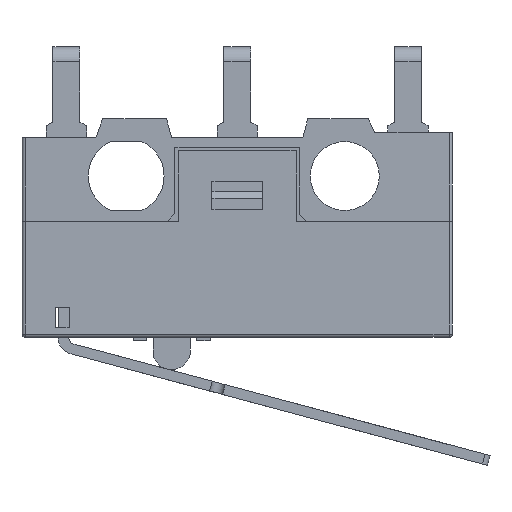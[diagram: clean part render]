
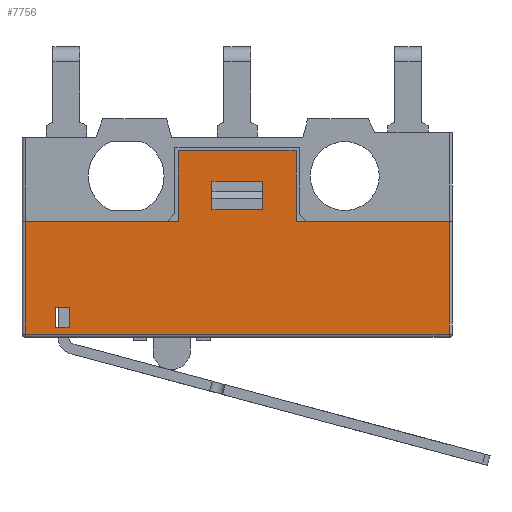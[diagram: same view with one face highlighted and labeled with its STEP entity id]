
A CAD part, front view. The second image highlights one B-rep face of the part: STEP entity #7756.
In plain terms, the highlighted planar face has unit normal (0, -1, 0).
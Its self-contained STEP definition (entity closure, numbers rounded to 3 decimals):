
#454=FACE_BOUND('',#1295,.T.);
#455=FACE_BOUND('',#1296,.T.);
#546=PLANE('',#8257);
#840=FACE_OUTER_BOUND('',#1294,.T.);
#1294=EDGE_LOOP('',(#5845,#5846,#5847,#5848,#5849,#5850,#5851,#5852));
#1295=EDGE_LOOP('',(#5853,#5854,#5855,#5856));
#1296=EDGE_LOOP('',(#5857,#5858,#5859,#5860));
#1792=LINE('',#10446,#2632);
#1794=LINE('',#10449,#2634);
#1807=LINE('',#10491,#2647);
#1822=LINE('',#10522,#2662);
#1881=LINE('',#10642,#2721);
#1888=LINE('',#10656,#2728);
#1889=LINE('',#10658,#2729);
#1890=LINE('',#10659,#2730);
#1891=LINE('',#10662,#2731);
#1892=LINE('',#10664,#2732);
#1893=LINE('',#10666,#2733);
#1894=LINE('',#10667,#2734);
#1895=LINE('',#10670,#2735);
#1896=LINE('',#10672,#2736);
#1897=LINE('',#10674,#2737);
#1898=LINE('',#10675,#2738);
#2632=VECTOR('',#8820,10.);
#2634=VECTOR('',#8824,10.);
#2647=VECTOR('',#8871,10.);
#2662=VECTOR('',#8892,10.);
#2721=VECTOR('',#8999,10.);
#2728=VECTOR('',#9014,10.);
#2729=VECTOR('',#9015,10.);
#2730=VECTOR('',#9016,10.);
#2731=VECTOR('',#9017,10.);
#2732=VECTOR('',#9018,10.);
#2733=VECTOR('',#9019,10.);
#2734=VECTOR('',#9020,10.);
#2735=VECTOR('',#9021,10.);
#2736=VECTOR('',#9022,10.);
#2737=VECTOR('',#9023,10.);
#2738=VECTOR('',#9024,10.);
#3497=VERTEX_POINT('',#10432);
#3500=VERTEX_POINT('',#10439);
#3502=VERTEX_POINT('',#10444);
#3513=VERTEX_POINT('',#10487);
#3527=VERTEX_POINT('',#10521);
#3564=VERTEX_POINT('',#10640);
#3567=VERTEX_POINT('',#10655);
#3568=VERTEX_POINT('',#10657);
#3569=VERTEX_POINT('',#10660);
#3570=VERTEX_POINT('',#10661);
#3571=VERTEX_POINT('',#10663);
#3572=VERTEX_POINT('',#10665);
#3573=VERTEX_POINT('',#10668);
#3574=VERTEX_POINT('',#10669);
#3575=VERTEX_POINT('',#10671);
#3576=VERTEX_POINT('',#10673);
#4321=EDGE_CURVE('',#3502,#3500,#1792,.T.);
#4323=EDGE_CURVE('',#3500,#3497,#1794,.T.);
#4345=EDGE_CURVE('',#3497,#3513,#1807,.T.);
#4360=EDGE_CURVE('',#3513,#3527,#1822,.T.);
#4419=EDGE_CURVE('',#3564,#3502,#1881,.T.);
#4426=EDGE_CURVE('',#3564,#3567,#1888,.T.);
#4427=EDGE_CURVE('',#3567,#3568,#1889,.T.);
#4428=EDGE_CURVE('',#3568,#3527,#1890,.T.);
#4429=EDGE_CURVE('',#3569,#3570,#1891,.T.);
#4430=EDGE_CURVE('',#3571,#3569,#1892,.T.);
#4431=EDGE_CURVE('',#3572,#3571,#1893,.T.);
#4432=EDGE_CURVE('',#3570,#3572,#1894,.T.);
#4433=EDGE_CURVE('',#3573,#3574,#1895,.T.);
#4434=EDGE_CURVE('',#3575,#3573,#1896,.T.);
#4435=EDGE_CURVE('',#3576,#3575,#1897,.T.);
#4436=EDGE_CURVE('',#3574,#3576,#1898,.T.);
#5845=ORIENTED_EDGE('',*,*,#4321,.F.);
#5846=ORIENTED_EDGE('',*,*,#4419,.F.);
#5847=ORIENTED_EDGE('',*,*,#4426,.T.);
#5848=ORIENTED_EDGE('',*,*,#4427,.T.);
#5849=ORIENTED_EDGE('',*,*,#4428,.T.);
#5850=ORIENTED_EDGE('',*,*,#4360,.F.);
#5851=ORIENTED_EDGE('',*,*,#4345,.F.);
#5852=ORIENTED_EDGE('',*,*,#4323,.F.);
#5853=ORIENTED_EDGE('',*,*,#4429,.F.);
#5854=ORIENTED_EDGE('',*,*,#4430,.F.);
#5855=ORIENTED_EDGE('',*,*,#4431,.F.);
#5856=ORIENTED_EDGE('',*,*,#4432,.F.);
#5857=ORIENTED_EDGE('',*,*,#4433,.F.);
#5858=ORIENTED_EDGE('',*,*,#4434,.F.);
#5859=ORIENTED_EDGE('',*,*,#4435,.F.);
#5860=ORIENTED_EDGE('',*,*,#4436,.F.);
#7756=ADVANCED_FACE('',(#840,#454,#455),#546,.F.);
#8257=AXIS2_PLACEMENT_3D('',#10654,#9012,#9013);
#8820=DIRECTION('',(0.,0.,-1.));
#8824=DIRECTION('',(-1.,0.,0.));
#8871=DIRECTION('',(0.,0.,1.));
#8892=DIRECTION('',(1.,0.,0.));
#8999=DIRECTION('',(1.,0.,0.));
#9012=DIRECTION('center_axis',(0.,1.,0.));
#9013=DIRECTION('ref_axis',(1.,0.,0.));
#9014=DIRECTION('',(0.,0.,1.));
#9015=DIRECTION('',(-1.,0.,0.));
#9016=DIRECTION('',(0.,0.,-1.));
#9017=DIRECTION('',(-1.,0.,0.));
#9018=DIRECTION('',(0.,0.,1.));
#9019=DIRECTION('',(1.,0.,0.));
#9020=DIRECTION('',(0.,0.,-1.));
#9021=DIRECTION('',(-1.,0.,0.));
#9022=DIRECTION('',(0.,0.,1.));
#9023=DIRECTION('',(1.,0.,0.));
#9024=DIRECTION('',(0.,0.,-1.));
#10432=CARTESIAN_POINT('',(0.1,-0.4,-6.4));
#10439=CARTESIAN_POINT('',(12.7,-0.4,-6.4));
#10444=CARTESIAN_POINT('',(12.7,-0.4,-3.05));
#10446=CARTESIAN_POINT('',(12.7,-0.4,-3.387));
#10449=CARTESIAN_POINT('',(9.6,-0.4,-6.4));
#10487=CARTESIAN_POINT('',(0.1,-0.4,-3.05));
#10491=CARTESIAN_POINT('',(0.1,-0.4,-5.112));
#10521=CARTESIAN_POINT('',(4.65,-0.4,-3.05));
#10522=CARTESIAN_POINT('',(0.,-0.4,-3.05));
#10640=CARTESIAN_POINT('',(8.15,-0.4,-3.05));
#10642=CARTESIAN_POINT('',(8.15,-0.4,-3.05));
#10654=CARTESIAN_POINT('Origin',(6.4,-0.4,-3.725));
#10655=CARTESIAN_POINT('',(8.15,-0.4,-0.95));
#10656=CARTESIAN_POINT('',(8.15,-0.4,-3.05));
#10657=CARTESIAN_POINT('',(4.65,-0.4,-0.95));
#10658=CARTESIAN_POINT('',(8.15,-0.4,-0.95));
#10659=CARTESIAN_POINT('',(4.65,-0.4,-0.95));
#10660=CARTESIAN_POINT('',(7.15,-0.4,-1.85));
#10661=CARTESIAN_POINT('',(5.65,-0.4,-1.85));
#10662=CARTESIAN_POINT('',(7.15,-0.4,-1.85));
#10663=CARTESIAN_POINT('',(7.15,-0.4,-2.7));
#10664=CARTESIAN_POINT('',(7.15,-0.4,-2.167));
#10665=CARTESIAN_POINT('',(5.65,-0.4,-2.7));
#10666=CARTESIAN_POINT('',(5.65,-0.4,-2.7));
#10667=CARTESIAN_POINT('',(5.65,-0.4,-1.85));
#10668=CARTESIAN_POINT('',(1.4,-0.4,-5.6));
#10669=CARTESIAN_POINT('',(1.,-0.4,-5.6));
#10670=CARTESIAN_POINT('',(1.4,-0.4,-5.6));
#10671=CARTESIAN_POINT('',(1.4,-0.4,-6.2));
#10672=CARTESIAN_POINT('',(1.4,-0.4,-6.2));
#10673=CARTESIAN_POINT('',(1.,-0.4,-6.2));
#10674=CARTESIAN_POINT('',(1.,-0.4,-6.2));
#10675=CARTESIAN_POINT('',(1.,-0.4,-5.6));
